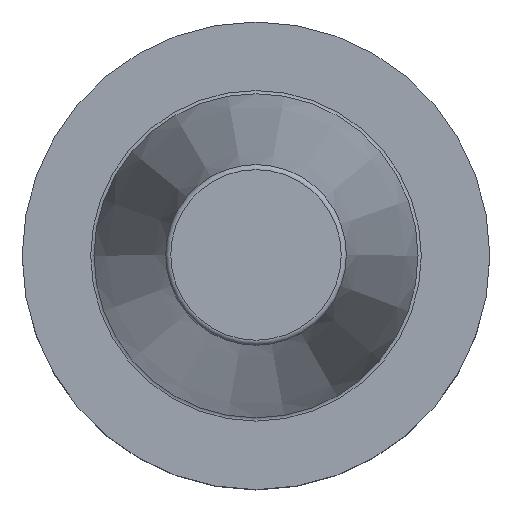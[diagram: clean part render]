
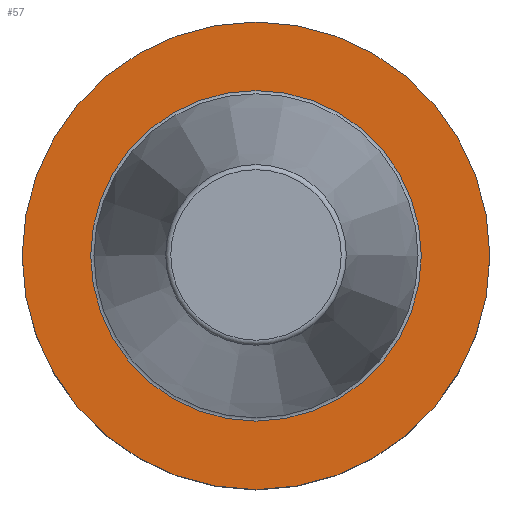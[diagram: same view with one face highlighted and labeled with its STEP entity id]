
A CAD part, top view. The second image highlights one B-rep face of the part: STEP entity #57.
In plain terms, the highlighted planar face has unit normal (0, 0, 1).
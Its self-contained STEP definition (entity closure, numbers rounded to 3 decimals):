
#36=PLANE('',#258);
#57=ADVANCED_FACE('',(#86,#87),#36,.T.);
#86=FACE_BOUND('',#122,.T.);
#87=FACE_BOUND('',#123,.T.);
#122=EDGE_LOOP('',(#160));
#123=EDGE_LOOP('',(#161));
#160=ORIENTED_EDGE('',*,*,#213,.T.);
#161=ORIENTED_EDGE('',*,*,#212,.F.);
#193=VERTEX_POINT('',#381);
#194=VERTEX_POINT('',#384);
#212=EDGE_CURVE('',#193,#193,#231,.T.);
#213=EDGE_CURVE('',#194,#194,#232,.T.);
#231=CIRCLE('',#255,16.25);
#232=CIRCLE('',#257,22.99);
#255=AXIS2_PLACEMENT_3D('',#380,#305,#306);
#257=AXIS2_PLACEMENT_3D('',#383,#309,#310);
#258=AXIS2_PLACEMENT_3D('',#385,#311,#312);
#305=DIRECTION('',(0.0,0.0,1.0));
#306=DIRECTION('',(1.0,0.0,0.0));
#309=DIRECTION('',(0.0,0.0,1.0));
#310=DIRECTION('',(1.0,0.0,0.0));
#311=DIRECTION('',(0.0,0.0,1.0));
#312=DIRECTION('',(1.0,0.0,0.0));
#380=CARTESIAN_POINT('',(0.0,0.0,-2.0));
#381=CARTESIAN_POINT('',(16.25,0.0,-2.0));
#383=CARTESIAN_POINT('',(0.0,0.0,-2.0));
#384=CARTESIAN_POINT('',(22.99,0.0,-2.0));
#385=CARTESIAN_POINT('',(0.0,16.25,-2.0));
